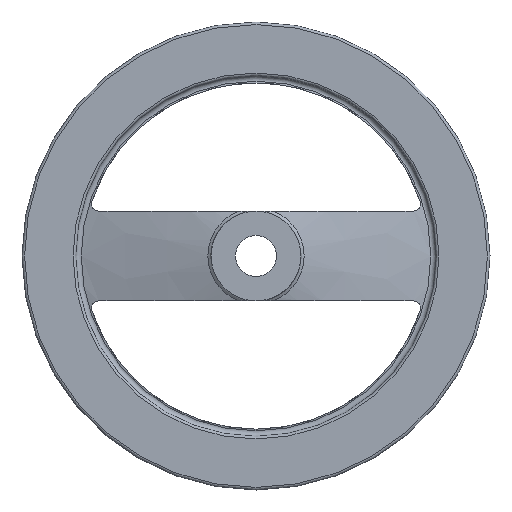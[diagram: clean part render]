
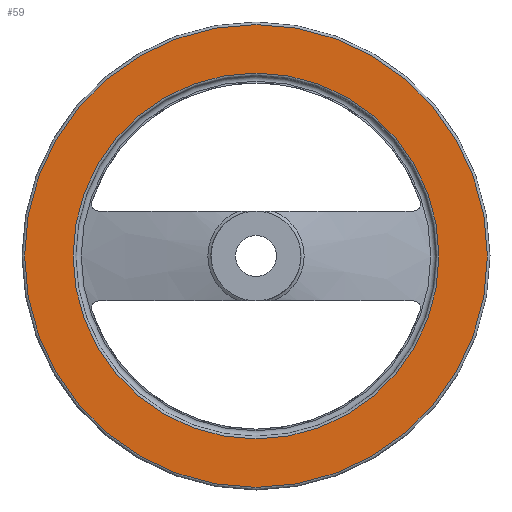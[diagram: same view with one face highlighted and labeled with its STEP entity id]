
A CAD part, left-side view. The second image highlights one B-rep face of the part: STEP entity #59.
In plain terms, the highlighted planar face has unit normal (-1, 0, 0).
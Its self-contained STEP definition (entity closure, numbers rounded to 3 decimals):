
#59 = ADVANCED_FACE( '', ( #144, #145 ), #146, .F. );
#144 = FACE_OUTER_BOUND( '', #272, .T. );
#145 = FACE_BOUND( '', #273, .T. );
#146 = PLANE( '', #274 );
#272 = EDGE_LOOP( '', ( #430 ) );
#273 = EDGE_LOOP( '', ( #431 ) );
#274 = AXIS2_PLACEMENT_3D( '', #432, #433, #434 );
#430 = ORIENTED_EDGE( '', *, *, #683, .F. );
#431 = ORIENTED_EDGE( '', *, *, #684, .T. );
#432 = CARTESIAN_POINT( '', ( 26.6, 97.713, 0. ) );
#433 = DIRECTION( '', ( 1., 0., 0. ) );
#434 = DIRECTION( '', ( 0., 0., -1. ) );
#683 = EDGE_CURVE( '', #782, #782, #783, .T. );
#684 = EDGE_CURVE( '', #784, #784, #785, .T. );
#782 = VERTEX_POINT( '', #925 );
#783 = CIRCLE( '', #926, 123.6 );
#784 = VERTEX_POINT( '', #927 );
#785 = CIRCLE( '', #928, 97.713 );
#925 = CARTESIAN_POINT( '', ( 26.6, 0., -123.6 ) );
#926 = AXIS2_PLACEMENT_3D( '', #1416, #1417, #1418 );
#927 = CARTESIAN_POINT( '', ( 26.6, 0., -97.713 ) );
#928 = AXIS2_PLACEMENT_3D( '', #1419, #1420, #1421 );
#1416 = CARTESIAN_POINT( '', ( 26.6, 0., 0. ) );
#1417 = DIRECTION( '', ( 1., 0., 0. ) );
#1418 = DIRECTION( '', ( 0., 0., -1. ) );
#1419 = CARTESIAN_POINT( '', ( 26.6, 0., 0. ) );
#1420 = DIRECTION( '', ( 1., 0., 0. ) );
#1421 = DIRECTION( '', ( 0., 0., -1. ) );
